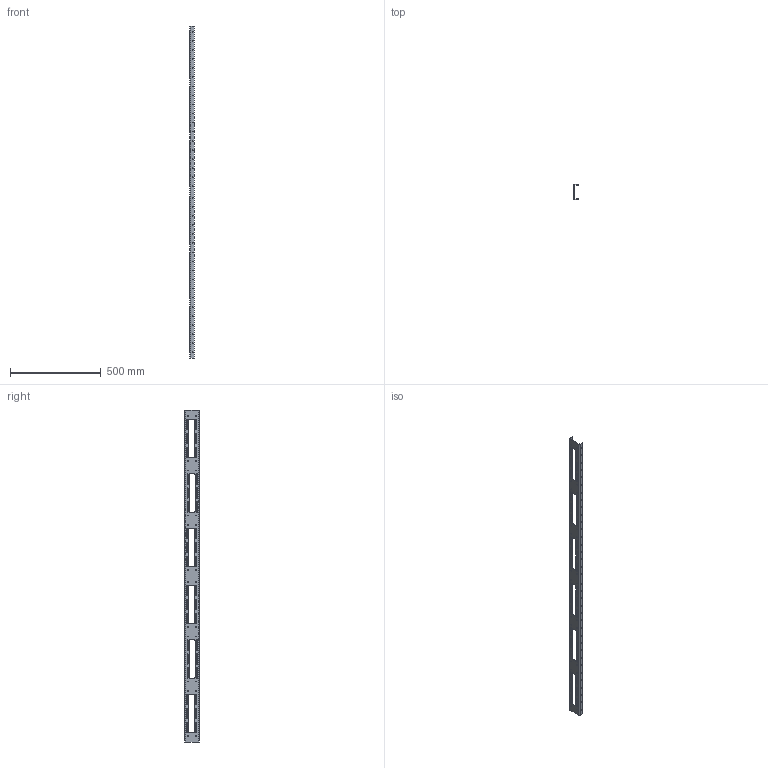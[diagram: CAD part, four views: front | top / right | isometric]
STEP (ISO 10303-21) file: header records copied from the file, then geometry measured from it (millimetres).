
FILE_DESCRIPTION((''),'2;1');
FILE_NAME('','',(''),(''),'','','');
FILE_SCHEMA(('AUTOMOTIVE_DESIGN { 1 0 10303 214 1 1 1 1 }'));
Length unit declared in the file: inch
Products named in the file (1): U-CHANNEL 6 Sot_sheet metal
Bounding box: 25.4 x 82.55 x 1828.8 mm (x, y, z)
Volume: 555579.6 mm3; surface area: 389738.1 mm2
Topology: 1 solids, 1 shells, 310 faces, 968 edges, 660 vertices
Faces by surface type: cylinder 196, plane 114
Full cylindrical faces by diameter (mm): 5.105 x96
Entity records: 10540 total; most frequent: DIRECTION 1826, CARTESIAN_POINT 1723, ORIENTED_EDGE 1624, EDGE_CURVE 812, AXIS2_PLACEMENT_3D 703, EDGE_LOOP 682, VERTEX_POINT 600, VECTOR 420
